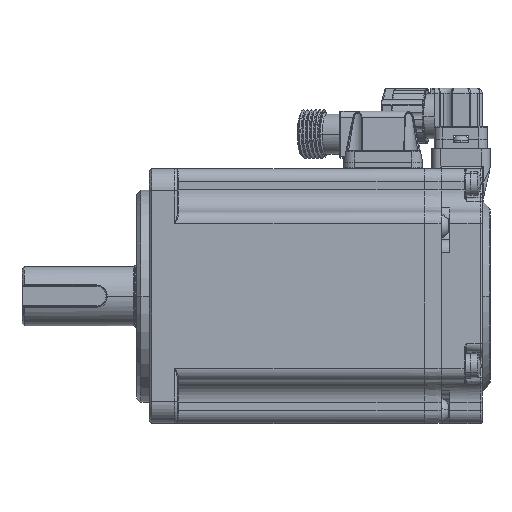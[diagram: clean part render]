
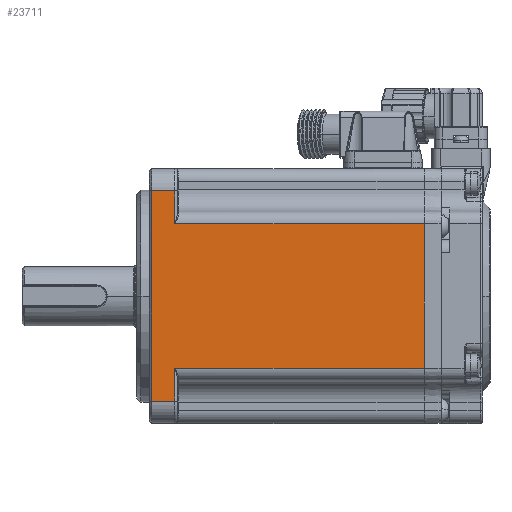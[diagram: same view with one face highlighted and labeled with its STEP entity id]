
A CAD part, top view. The second image highlights one B-rep face of the part: STEP entity #23711.
In plain terms, the highlighted planar face has unit normal (0, 0, 1).
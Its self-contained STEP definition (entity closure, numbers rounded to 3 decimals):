
#102 = LINE ( 'NONE', #12492, #17116 ) ;
#331 = DIRECTION ( 'NONE',  ( 0., 0., -1. ) ) ;
#343 = AXIS2_PLACEMENT_3D ( 'NONE', #7003, #331, #30867 ) ;
#504 = VECTOR ( 'NONE', #2335, 1000. ) ;
#716 = EDGE_CURVE ( 'NONE', #17821, #30456, #27810, .T. ) ;
#854 = CARTESIAN_POINT ( 'NONE',  ( -72.133, -5.529, 30. ) ) ;
#1253 = ORIENTED_EDGE ( 'NONE', *, *, #21314, .T. ) ;
#1347 = LINE ( 'NONE', #31526, #6613 ) ;
#2335 = DIRECTION ( 'NONE',  ( 0., -1., 0. ) ) ;
#2735 = CARTESIAN_POINT ( 'NONE',  ( -72.133, 28.471, 30. ) ) ;
#3096 = CARTESIAN_POINT ( 'NONE',  ( -13.433, -5.529, 30. ) ) ;
#4126 = EDGE_LOOP ( 'NONE', ( #18350, #7296, #10106, #1253, #29878, #29746, #17722, #27455 ) ) ;
#4556 = DIRECTION ( 'NONE',  ( -1., 0., 0. ) ) ;
#4563 = VECTOR ( 'NONE', #30980, 1000. ) ;
#4815 = EDGE_CURVE ( 'NONE', #7452, #28339, #35746, .T. ) ;
#5084 = VERTEX_POINT ( 'NONE', #17562 ) ;
#5623 = LINE ( 'NONE', #6373, #4563 ) ;
#5661 = EDGE_CURVE ( 'NONE', #5084, #7051, #19670, .T. ) ;
#6373 = CARTESIAN_POINT ( 'NONE',  ( -72.133, -5.529, 30. ) ) ;
#6613 = VECTOR ( 'NONE', #17942, 1000. ) ;
#7003 = CARTESIAN_POINT ( 'NONE',  ( -81.133, 41.471, 30. ) ) ;
#7051 = VERTEX_POINT ( 'NONE', #34374 ) ;
#7296 = ORIENTED_EDGE ( 'NONE', *, *, #5661, .T. ) ;
#7452 = VERTEX_POINT ( 'NONE', #2735 ) ;
#8293 = EDGE_CURVE ( 'NONE', #7051, #39290, #15744, .T. ) ;
#8944 = CARTESIAN_POINT ( 'NONE',  ( -72.133, 36.221, 30. ) ) ;
#10106 = ORIENTED_EDGE ( 'NONE', *, *, #8293, .T. ) ;
#12492 = CARTESIAN_POINT ( 'NONE',  ( -13.433, 28.471, 30. ) ) ;
#13684 = PLANE ( 'NONE',  #343 ) ;
#15744 = LINE ( 'NONE', #40467, #25323 ) ;
#17116 = VECTOR ( 'NONE', #33110, 1000. ) ;
#17562 = CARTESIAN_POINT ( 'NONE',  ( -77.633, 36.221, 30. ) ) ;
#17722 = ORIENTED_EDGE ( 'NONE', *, *, #39009, .T. ) ;
#17821 = VERTEX_POINT ( 'NONE', #3096 ) ;
#17942 = DIRECTION ( 'NONE',  ( -1., 0., 0. ) ) ;
#18350 = ORIENTED_EDGE ( 'NONE', *, *, #28388, .T. ) ;
#19670 = LINE ( 'NONE', #43453, #504 ) ;
#21314 = EDGE_CURVE ( 'NONE', #39290, #30456, #5623, .T. ) ;
#23711 = ADVANCED_FACE ( 'NONE', ( #34701 ), #13684, .F. ) ;
#24963 = CARTESIAN_POINT ( 'NONE',  ( -13.433, -5.529, 30. ) ) ;
#24984 = VERTEX_POINT ( 'NONE', #43028 ) ;
#25323 = VECTOR ( 'NONE', #40181, 1000. ) ;
#27455 = ORIENTED_EDGE ( 'NONE', *, *, #4815, .T. ) ;
#27810 = LINE ( 'NONE', #24963, #40639 ) ;
#28339 = VERTEX_POINT ( 'NONE', #31672 ) ;
#28388 = EDGE_CURVE ( 'NONE', #28339, #5084, #1347, .T. ) ;
#28447 = CARTESIAN_POINT ( 'NONE',  ( -72.133, -13.279, 30. ) ) ;
#29100 = DIRECTION ( 'NONE',  ( 0., 1., 0. ) ) ;
#29476 = VECTOR ( 'NONE', #30889, 1000. ) ;
#29746 = ORIENTED_EDGE ( 'NONE', *, *, #30994, .F. ) ;
#29878 = ORIENTED_EDGE ( 'NONE', *, *, #716, .F. ) ;
#30456 = VERTEX_POINT ( 'NONE', #854 ) ;
#30867 = DIRECTION ( 'NONE',  ( 0., -1., 0. ) ) ;
#30889 = DIRECTION ( 'NONE',  ( 0., -1., 0. ) ) ;
#30980 = DIRECTION ( 'NONE',  ( 0., 1., 0. ) ) ;
#30994 = EDGE_CURVE ( 'NONE', #24984, #17821, #34270, .T. ) ;
#31526 = CARTESIAN_POINT ( 'NONE',  ( -81.133, 36.221, 30. ) ) ;
#31672 = CARTESIAN_POINT ( 'NONE',  ( -72.133, 36.221, 30. ) ) ;
#33110 = DIRECTION ( 'NONE',  ( -1., 0., 0. ) ) ;
#34185 = CARTESIAN_POINT ( 'NONE',  ( -13.433, 28.471, 30. ) ) ;
#34270 = LINE ( 'NONE', #34185, #29476 ) ;
#34374 = CARTESIAN_POINT ( 'NONE',  ( -77.633, -13.279, 30. ) ) ;
#34701 = FACE_OUTER_BOUND ( 'NONE', #4126, .T. ) ;
#35746 = LINE ( 'NONE', #8944, #36811 ) ;
#36811 = VECTOR ( 'NONE', #29100, 1000. ) ;
#39009 = EDGE_CURVE ( 'NONE', #24984, #7452, #102, .T. ) ;
#39290 = VERTEX_POINT ( 'NONE', #28447 ) ;
#40181 = DIRECTION ( 'NONE',  ( 1., 0., 0. ) ) ;
#40467 = CARTESIAN_POINT ( 'NONE',  ( -81.133, -13.279, 30. ) ) ;
#40639 = VECTOR ( 'NONE', #4556, 1000. ) ;
#43028 = CARTESIAN_POINT ( 'NONE',  ( -13.433, 28.471, 30. ) ) ;
#43453 = CARTESIAN_POINT ( 'NONE',  ( -77.633, -13.279, 30. ) ) ;
